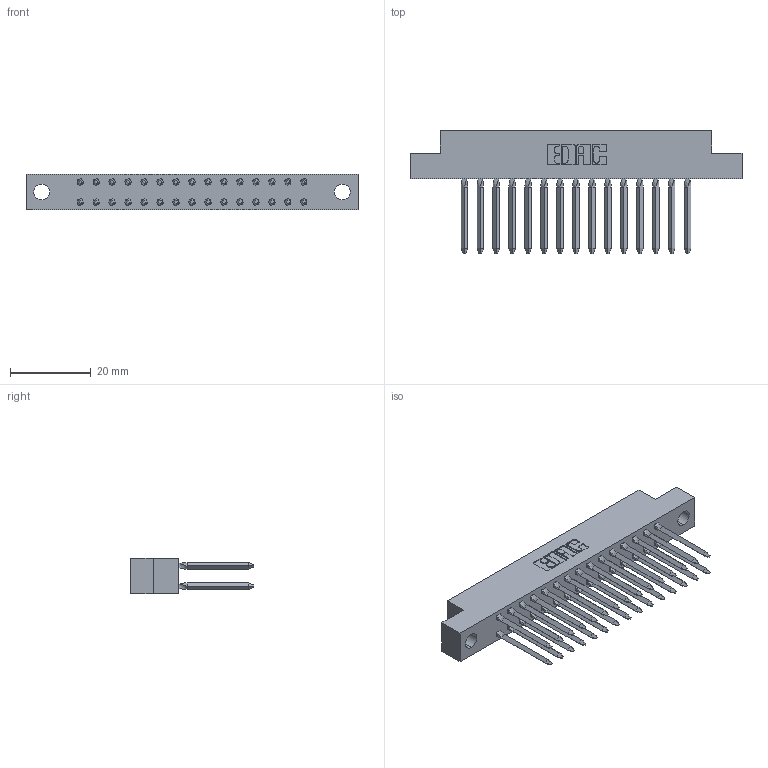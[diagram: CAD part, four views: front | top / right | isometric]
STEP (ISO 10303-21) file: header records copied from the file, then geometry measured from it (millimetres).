
FILE_DESCRIPTION (( 'STEP AP203' ), '1' );
FILE_NAME ('338-030-541-204.STEP', '2020-03-24T18:13:17', ( '' ), ( '' ), 'SwSTEP 2.0', 'SolidWorks 2016', '' );
FILE_SCHEMA (( 'CONFIG_CONTROL_DESIGN' ));
Length unit declared in the file: inch
Products named in the file (3): 338-030-541-204; 338-290-001_541; 338-210-001_338-210-015-004
Assembly tree (31 placements, depth 2):
  338-030-541-204
    338-210-001_338-210-015-004
    338-290-001_541  x30
Bounding box: 82.45 x 30.56 x 8.71 mm (x, y, z)
Volume: 6149.2 mm3; surface area: 10852.9 mm2
Topology: 31 solids, 31 shells, 2118 faces, 5687 edges, 3610 vertices
Faces by surface type: plane 1474, cylinder 524, bspline 120
Entity records: 32532 total; most frequent: CARTESIAN_POINT 6498, ORIENTED_EDGE 5400, DIRECTION 5051, EDGE_CURVE 2700, LINE 1989, VECTOR 1989, VERTEX_POINT 1754, AXIS2_PLACEMENT_3D 1531
